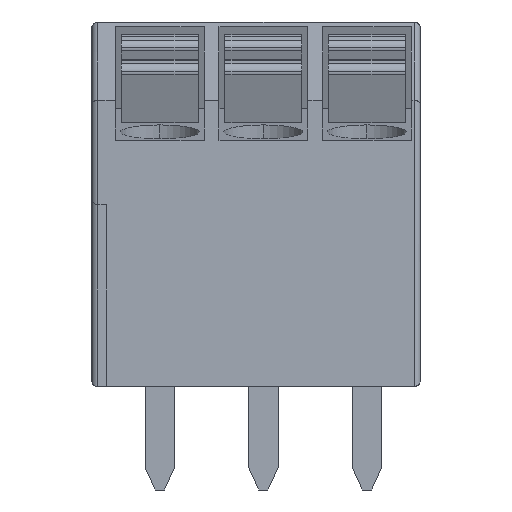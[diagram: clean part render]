
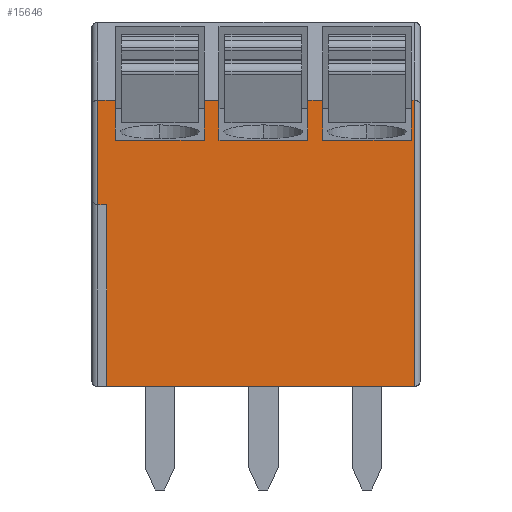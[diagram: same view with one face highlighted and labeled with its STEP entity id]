
A CAD part, front view. The second image highlights one B-rep face of the part: STEP entity #15646.
In plain terms, the highlighted planar face has unit normal (0, -1, 0).
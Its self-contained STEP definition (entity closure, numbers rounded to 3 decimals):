
#12 = VECTOR ( 'NONE', #9422, 1000. ) ;
#297 = CARTESIAN_POINT ( 'NONE',  ( -5.8, -5.7, 12.4 ) ) ;
#361 = DIRECTION ( 'NONE',  ( 0., 0., -1. ) ) ;
#462 = CARTESIAN_POINT ( 'NONE',  ( 2., -5.7, 8.32 ) ) ;
#692 = CARTESIAN_POINT ( 'NONE',  ( 2., -5.7, 9.668 ) ) ;
#786 = EDGE_CURVE ( 'NONE', #3160, #18175, #18549, .T. ) ;
#787 = DIRECTION ( 'NONE',  ( -1., 0., 0. ) ) ;
#833 = EDGE_CURVE ( 'NONE', #20180, #18082, #10557, .T. ) ;
#1225 = ORIENTED_EDGE ( 'NONE', *, *, #11646, .T. ) ;
#1240 = CARTESIAN_POINT ( 'NONE',  ( 1.5, -5.7, 8.32 ) ) ;
#1313 = ORIENTED_EDGE ( 'NONE', *, *, #8683, .T. ) ;
#1363 = EDGE_CURVE ( 'NONE', #14345, #6764, #7181, .T. ) ;
#1383 = VECTOR ( 'NONE', #2897, 1000. ) ;
#1417 = ORIENTED_EDGE ( 'NONE', *, *, #1363, .F. ) ;
#1782 = DIRECTION ( 'NONE',  ( 0., 0., -1. ) ) ;
#1830 = DIRECTION ( 'NONE',  ( 0., 0., -1. ) ) ;
#1886 = ORIENTED_EDGE ( 'NONE', *, *, #18995, .F. ) ;
#1995 = DIRECTION ( 'NONE',  ( -1., 0., 0. ) ) ;
#1999 = DIRECTION ( 'NONE',  ( 0., 0., 1. ) ) ;
#2376 = LINE ( 'NONE', #8548, #13039 ) ;
#2540 = CARTESIAN_POINT ( 'NONE',  ( -1.5, -5.7, 9.668 ) ) ;
#2805 = DIRECTION ( 'NONE',  ( 1., 0., 0. ) ) ;
#2897 = DIRECTION ( 'NONE',  ( 1., 0., 0. ) ) ;
#3160 = VERTEX_POINT ( 'NONE', #692 ) ;
#3323 = CARTESIAN_POINT ( 'NONE',  ( -5., -5.7, 9.668 ) ) ;
#3388 = FACE_OUTER_BOUND ( 'NONE', #12784, .T. ) ;
#3458 = VECTOR ( 'NONE', #11037, 1000. ) ;
#3514 = DIRECTION ( 'NONE',  ( 0., 0., 1. ) ) ;
#3616 = CARTESIAN_POINT ( 'NONE',  ( -2., -5.7, 8.32 ) ) ;
#4050 = CARTESIAN_POINT ( 'NONE',  ( 5., -5.7, 8.32 ) ) ;
#4212 = CARTESIAN_POINT ( 'NONE',  ( 5., -5.7, 9.668 ) ) ;
#4243 = CARTESIAN_POINT ( 'NONE',  ( -5.301, -5.7, 6.145 ) ) ;
#4716 = LINE ( 'NONE', #9717, #1383 ) ;
#4772 = VERTEX_POINT ( 'NONE', #19698 ) ;
#5022 = LINE ( 'NONE', #11878, #5625 ) ;
#5625 = VECTOR ( 'NONE', #14850, 1000. ) ;
#5867 = CARTESIAN_POINT ( 'NONE',  ( -5.6, -5.7, 12.4 ) ) ;
#6035 = EDGE_CURVE ( 'NONE', #8009, #10473, #9708, .T. ) ;
#6129 = ORIENTED_EDGE ( 'NONE', *, *, #13455, .T. ) ;
#6153 = CARTESIAN_POINT ( 'NONE',  ( -5.301, -5.7, 0. ) ) ;
#6238 = VERTEX_POINT ( 'NONE', #10862 ) ;
#6395 = CARTESIAN_POINT ( 'NONE',  ( -2., -5.7, 8.32 ) ) ;
#6484 = EDGE_CURVE ( 'NONE', #18790, #6238, #7383, .T. ) ;
#6486 = VECTOR ( 'NONE', #361, 1000. ) ;
#6564 = AXIS2_PLACEMENT_3D ( 'NONE', #297, #8583, #1999 ) ;
#6764 = VERTEX_POINT ( 'NONE', #6395 ) ;
#6774 = EDGE_CURVE ( 'NONE', #4772, #6238, #4716, .T. ) ;
#7124 = DIRECTION ( 'NONE',  ( 0., 0., -1. ) ) ;
#7181 = LINE ( 'NONE', #18599, #3458 ) ;
#7342 = VERTEX_POINT ( 'NONE', #6153 ) ;
#7383 = LINE ( 'NONE', #1240, #12 ) ;
#7542 = EDGE_CURVE ( 'NONE', #3160, #18790, #2376, .T. ) ;
#7697 = DIRECTION ( 'NONE',  ( 1., 0., 0. ) ) ;
#8009 = VERTEX_POINT ( 'NONE', #10800 ) ;
#8317 = LINE ( 'NONE', #16231, #14862 ) ;
#8381 = ORIENTED_EDGE ( 'NONE', *, *, #6484, .T. ) ;
#8449 = LINE ( 'NONE', #9858, #6486 ) ;
#8548 = CARTESIAN_POINT ( 'NONE',  ( 5.3, -5.7, 9.668 ) ) ;
#8583 = DIRECTION ( 'NONE',  ( 0., 1., 0. ) ) ;
#8683 = EDGE_CURVE ( 'NONE', #13495, #8009, #10977, .T. ) ;
#8773 = VECTOR ( 'NONE', #1830, 1000. ) ;
#9029 = CARTESIAN_POINT ( 'NONE',  ( 5.3, -5.7, 9.668 ) ) ;
#9179 = LINE ( 'NONE', #10940, #15911 ) ;
#9209 = VERTEX_POINT ( 'NONE', #13668 ) ;
#9422 = DIRECTION ( 'NONE',  ( 0., 0., -1. ) ) ;
#9598 = VECTOR ( 'NONE', #7697, 1000. ) ;
#9624 = LINE ( 'NONE', #19123, #9598 ) ;
#9708 = LINE ( 'NONE', #20761, #12376 ) ;
#9717 = CARTESIAN_POINT ( 'NONE',  ( -1.5, -5.7, 8.32 ) ) ;
#9858 = CARTESIAN_POINT ( 'NONE',  ( -5., -5.7, 8.32 ) ) ;
#9870 = ORIENTED_EDGE ( 'NONE', *, *, #786, .F. ) ;
#10288 = VERTEX_POINT ( 'NONE', #2540 ) ;
#10459 = EDGE_CURVE ( 'NONE', #12632, #16364, #14920, .T. ) ;
#10473 = VERTEX_POINT ( 'NONE', #4212 ) ;
#10557 = LINE ( 'NONE', #9029, #19243 ) ;
#10800 = CARTESIAN_POINT ( 'NONE',  ( 5.1, -5.7, 9.668 ) ) ;
#10862 = CARTESIAN_POINT ( 'NONE',  ( 1.5, -5.7, 8.32 ) ) ;
#10940 = CARTESIAN_POINT ( 'NONE',  ( 2., -5.7, 8.32 ) ) ;
#10977 = LINE ( 'NONE', #17459, #17303 ) ;
#11037 = DIRECTION ( 'NONE',  ( 1., 0., 0. ) ) ;
#11375 = ORIENTED_EDGE ( 'NONE', *, *, #11624, .F. ) ;
#11477 = ORIENTED_EDGE ( 'NONE', *, *, #6774, .F. ) ;
#11548 = CARTESIAN_POINT ( 'NONE',  ( -5.6, -5.7, 6.145 ) ) ;
#11624 = EDGE_CURVE ( 'NONE', #7342, #12632, #8317, .T. ) ;
#11646 = EDGE_CURVE ( 'NONE', #10473, #17443, #5022, .T. ) ;
#11878 = CARTESIAN_POINT ( 'NONE',  ( 5., -5.7, 8.32 ) ) ;
#12076 = ORIENTED_EDGE ( 'NONE', *, *, #12671, .T. ) ;
#12297 = CARTESIAN_POINT ( 'NONE',  ( 5.1, -5.7, 0. ) ) ;
#12376 = VECTOR ( 'NONE', #16225, 1000. ) ;
#12444 = EDGE_CURVE ( 'NONE', #9209, #6764, #16438, .T. ) ;
#12632 = VERTEX_POINT ( 'NONE', #4243 ) ;
#12671 = EDGE_CURVE ( 'NONE', #18082, #16364, #17044, .T. ) ;
#12701 = DIRECTION ( 'NONE',  ( 0., 0., 1. ) ) ;
#12784 = EDGE_LOOP ( 'NONE', ( #19461, #1313, #17236, #1225, #14872, #9870, #14729, #8381, #11477, #1886, #6129, #14938, #1417, #13614, #21027, #12076, #18278, #11375 ) ) ;
#13039 = VECTOR ( 'NONE', #787, 1000. ) ;
#13446 = PLANE ( 'NONE',  #6564 ) ;
#13455 = EDGE_CURVE ( 'NONE', #10288, #9209, #17580, .T. ) ;
#13495 = VERTEX_POINT ( 'NONE', #12297 ) ;
#13614 = ORIENTED_EDGE ( 'NONE', *, *, #19825, .F. ) ;
#13649 = CARTESIAN_POINT ( 'NONE',  ( -5.8, -5.7, 6.145 ) ) ;
#13668 = CARTESIAN_POINT ( 'NONE',  ( -2., -5.7, 9.668 ) ) ;
#13945 = VECTOR ( 'NONE', #20317, 1000. ) ;
#13967 = CARTESIAN_POINT ( 'NONE',  ( 1.5, -5.7, 9.668 ) ) ;
#13978 = CARTESIAN_POINT ( 'NONE',  ( -5., -5.7, 8.32 ) ) ;
#14295 = VECTOR ( 'NONE', #1782, 1000. ) ;
#14297 = CARTESIAN_POINT ( 'NONE',  ( 5.3, -5.7, 9.668 ) ) ;
#14345 = VERTEX_POINT ( 'NONE', #13978 ) ;
#14663 = EDGE_CURVE ( 'NONE', #7342, #13495, #9624, .T. ) ;
#14729 = ORIENTED_EDGE ( 'NONE', *, *, #7542, .T. ) ;
#14850 = DIRECTION ( 'NONE',  ( 0., 0., -1. ) ) ;
#14862 = VECTOR ( 'NONE', #3514, 1000. ) ;
#14872 = ORIENTED_EDGE ( 'NONE', *, *, #17868, .F. ) ;
#14920 = LINE ( 'NONE', #13649, #17284 ) ;
#14938 = ORIENTED_EDGE ( 'NONE', *, *, #12444, .T. ) ;
#15646 = ADVANCED_FACE ( 'NONE', ( #3388 ), #13446, .F. ) ;
#15780 = DIRECTION ( 'NONE',  ( -1., 0., 0. ) ) ;
#15911 = VECTOR ( 'NONE', #2805, 1000. ) ;
#16225 = DIRECTION ( 'NONE',  ( -1., 0., 0. ) ) ;
#16231 = CARTESIAN_POINT ( 'NONE',  ( -5.301, -5.7, 0. ) ) ;
#16364 = VERTEX_POINT ( 'NONE', #11548 ) ;
#16438 = LINE ( 'NONE', #3616, #8773 ) ;
#17044 = LINE ( 'NONE', #5867, #13945 ) ;
#17236 = ORIENTED_EDGE ( 'NONE', *, *, #6035, .T. ) ;
#17284 = VECTOR ( 'NONE', #1995, 1000. ) ;
#17303 = VECTOR ( 'NONE', #12701, 1000. ) ;
#17443 = VERTEX_POINT ( 'NONE', #4050 ) ;
#17459 = CARTESIAN_POINT ( 'NONE',  ( 5.1, -5.7, 12.4 ) ) ;
#17580 = LINE ( 'NONE', #14297, #20018 ) ;
#17868 = EDGE_CURVE ( 'NONE', #18175, #17443, #9179, .T. ) ;
#18082 = VERTEX_POINT ( 'NONE', #18145 ) ;
#18145 = CARTESIAN_POINT ( 'NONE',  ( -5.6, -5.7, 9.668 ) ) ;
#18175 = VERTEX_POINT ( 'NONE', #462 ) ;
#18278 = ORIENTED_EDGE ( 'NONE', *, *, #10459, .F. ) ;
#18549 = LINE ( 'NONE', #19818, #20232 ) ;
#18599 = CARTESIAN_POINT ( 'NONE',  ( -5., -5.7, 8.32 ) ) ;
#18646 = DIRECTION ( 'NONE',  ( -1., 0., 0. ) ) ;
#18790 = VERTEX_POINT ( 'NONE', #13967 ) ;
#18995 = EDGE_CURVE ( 'NONE', #10288, #4772, #19673, .T. ) ;
#19123 = CARTESIAN_POINT ( 'NONE',  ( -5.8, -5.7, 0. ) ) ;
#19243 = VECTOR ( 'NONE', #18646, 1000. ) ;
#19461 = ORIENTED_EDGE ( 'NONE', *, *, #14663, .T. ) ;
#19471 = CARTESIAN_POINT ( 'NONE',  ( -1.5, -5.7, 8.32 ) ) ;
#19673 = LINE ( 'NONE', #19471, #14295 ) ;
#19698 = CARTESIAN_POINT ( 'NONE',  ( -1.5, -5.7, 8.32 ) ) ;
#19818 = CARTESIAN_POINT ( 'NONE',  ( 2., -5.7, 8.32 ) ) ;
#19825 = EDGE_CURVE ( 'NONE', #20180, #14345, #8449, .T. ) ;
#20018 = VECTOR ( 'NONE', #15780, 1000. ) ;
#20180 = VERTEX_POINT ( 'NONE', #3323 ) ;
#20232 = VECTOR ( 'NONE', #7124, 1000. ) ;
#20317 = DIRECTION ( 'NONE',  ( 0., 0., -1. ) ) ;
#20761 = CARTESIAN_POINT ( 'NONE',  ( 5.3, -5.7, 9.668 ) ) ;
#21027 = ORIENTED_EDGE ( 'NONE', *, *, #833, .T. ) ;
